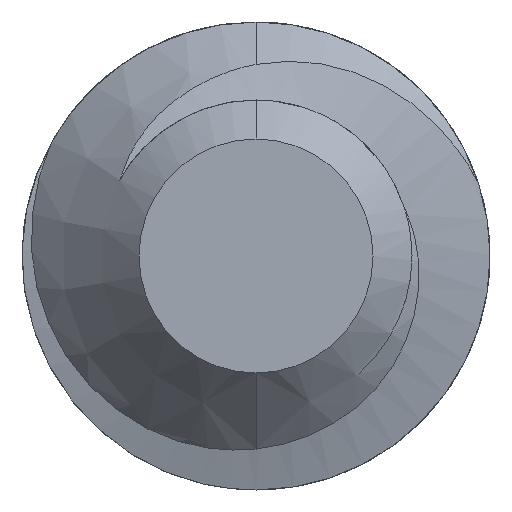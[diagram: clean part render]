
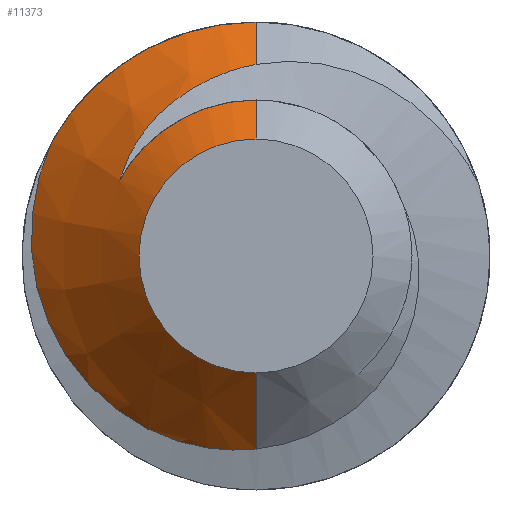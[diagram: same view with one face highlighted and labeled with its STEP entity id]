
A CAD part, left-side view. The second image highlights one B-rep face of the part: STEP entity #11373.
In plain terms, the highlighted conical face has half-angle 45 degrees and reference radius 4.763 mm.
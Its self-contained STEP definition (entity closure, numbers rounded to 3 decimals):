
#100 = CARTESIAN_POINT ( 'NONE',  ( -71.441, 2.19, 2.672 ) ) ;
#207 = CARTESIAN_POINT ( 'NONE',  ( -71.039, 0.31, 3.833 ) ) ;
#307 = EDGE_CURVE ( 'NONE', #8254, #14284, #7994, .T. ) ;
#358 = CARTESIAN_POINT ( 'NONE',  ( -70.344, 4.533, -0.268 ) ) ;
#458 = CARTESIAN_POINT ( 'NONE',  ( -70.817, 1.314, -3.851 ) ) ;
#516 = ORIENTED_EDGE ( 'NONE', *, *, #12126, .F. ) ;
#668 = CARTESIAN_POINT ( 'NONE',  ( -70.552, 3.651, -2.334 ) ) ;
#956 = B_SPLINE_CURVE_WITH_KNOTS ( 'NONE', 3,
 ( #11376, #14755, #13220, #11278, #12810, #3763, #358, #10034, #8286, #16291, #5095, #12912, #668, #2221, #5396, #6637, #19174, #11677, #17631, #3563, #458, #19074, #2323, #9838 ),
 .UNSPECIFIED., .F., .F.,
 ( 4, 2, 2, 2, 2, 2, 2, 2, 2, 2, 2, 4 ),
 ( 0., 0.001, 0.002, 0.003, 0.003, 0.005, 0.005, 0.006, 0.007, 0.007, 0.008, 0.009 ),
 .UNSPECIFIED. ) ;
#994 = CARTESIAN_POINT ( 'NONE',  ( -71.706, 0.282, 3.166 ) ) ;
#1017 = CARTESIAN_POINT ( 'NONE',  ( -71.706, 0., 3.175 ) ) ;
#1047 = ORIENTED_EDGE ( 'NONE', *, *, #14977, .F. ) ;
#1466 = B_SPLINE_CURVE_WITH_KNOTS ( 'NONE', 3,
 ( #1767, #2173, #11433, #100, #6492, #11531, #4950, #6384, #17789, #207, #12970, #12866 ),
 .UNSPECIFIED., .F., .F.,
 ( 4, 2, 2, 2, 2, 4 ),
 ( 0., 0.001, 0.002, 0.003, 0.003, 0.004 ),
 .UNSPECIFIED. ) ;
#1555 = VERTEX_POINT ( 'NONE', #9386 ) ;
#1629 = CARTESIAN_POINT ( 'NONE',  ( -70.119, 0., 4.762 ) ) ;
#1767 = CARTESIAN_POINT ( 'NONE',  ( -71.706, 2.774, 1.545 ) ) ;
#2173 = CARTESIAN_POINT ( 'NONE',  ( -71.636, 2.683, 1.852 ) ) ;
#2221 = CARTESIAN_POINT ( 'NONE',  ( -70.588, 3.405, -2.621 ) ) ;
#2323 = CARTESIAN_POINT ( 'NONE',  ( -70.912, 0.379, -3.969 ) ) ;
#2637 = CARTESIAN_POINT ( 'NONE',  ( -71.706, 0.699, 3.1 ) ) ;
#3232 = AXIS2_PLACEMENT_3D ( 'NONE', #6402, #4458, #5991 ) ;
#3563 = CARTESIAN_POINT ( 'NONE',  ( -70.798, 1.5, -3.802 ) ) ;
#3583 = CARTESIAN_POINT ( 'NONE',  ( -71.706, 2.774, 1.545 ) ) ;
#3706 = EDGE_CURVE ( 'NONE', #10401, #8664, #956, .T. ) ;
#3763 = CARTESIAN_POINT ( 'NONE',  ( -70.329, 4.555, -0.081 ) ) ;
#3809 = ORIENTED_EDGE ( 'NONE', *, *, #6466, .T. ) ;
#4330 = EDGE_LOOP ( 'NONE', ( #516, #3809, #19412, #15731, #6376, #1047, #10409, #14820 ) ) ;
#4458 = DIRECTION ( 'NONE',  ( 1., 0., 0. ) ) ;
#4950 = CARTESIAN_POINT ( 'NONE',  ( -71.214, 1.202, 3.479 ) ) ;
#5095 = CARTESIAN_POINT ( 'NONE',  ( -70.479, 4.077, -1.705 ) ) ;
#5302 = CARTESIAN_POINT ( 'NONE',  ( -70.119, 4.161, 2.316 ) ) ;
#5396 = CARTESIAN_POINT ( 'NONE',  ( -70.606, 3.274, -2.756 ) ) ;
#5716 = DIRECTION ( 'NONE',  ( 0., 0., -1. ) ) ;
#5961 = DIRECTION ( 'NONE',  ( 0.707, 0., 0.707 ) ) ;
#5991 = DIRECTION ( 'NONE',  ( 0., 0., -1. ) ) ;
#6376 = ORIENTED_EDGE ( 'NONE', *, *, #307, .T. ) ;
#6384 = CARTESIAN_POINT ( 'NONE',  ( -71.127, 0.766, 3.679 ) ) ;
#6402 = CARTESIAN_POINT ( 'NONE',  ( -70.119, 0., 0. ) ) ;
#6466 = EDGE_CURVE ( 'NONE', #1555, #12212, #15425, .T. ) ;
#6492 = CARTESIAN_POINT ( 'NONE',  ( -71.383, 1.974, 2.905 ) ) ;
#6637 = CARTESIAN_POINT ( 'NONE',  ( -70.66, 2.853, -3.133 ) ) ;
#6730 = CARTESIAN_POINT ( 'NONE',  ( -72.5, 0., -2.381 ) ) ;
#6960 = CARTESIAN_POINT ( 'NONE',  ( -71.706, 1.368, 2.879 ) ) ;
#6987 = DIRECTION ( 'NONE',  ( -1., 0., 0. ) ) ;
#7063 = CARTESIAN_POINT ( 'NONE',  ( -71.706, 2.774, 1.545 ) ) ;
#7069 = CARTESIAN_POINT ( 'NONE',  ( -70.119, 0., 0. ) ) ;
#7171 = FACE_OUTER_BOUND ( 'NONE', #4330, .T. ) ;
#7220 = LINE ( 'NONE', #13490, #19952 ) ;
#7365 = CARTESIAN_POINT ( 'NONE',  ( -71.706, 1.851, 2.595 ) ) ;
#7619 = DIRECTION ( 'NONE',  ( 0.707, 0., -0.707 ) ) ;
#7663 = B_SPLINE_CURVE_WITH_KNOTS ( 'NONE', 3,
 ( #16608, #16711, #994, #8612, #2637, #14869, #6960, #7365, #11793, #8912, #15170, #7063 ),
 .UNSPECIFIED., .F., .F.,
 ( 4, 2, 2, 2, 2, 4 ),
 ( 0.004, 0.004, 0.005, 0.006, 0.006, 0.007 ),
 .UNSPECIFIED. ) ;
#7688 = AXIS2_PLACEMENT_3D ( 'NONE', #10378, #6987, #12012 ) ;
#7994 = LINE ( 'NONE', #14163, #19880 ) ;
#8254 = VERTEX_POINT ( 'NONE', #18758 ) ;
#8286 = CARTESIAN_POINT ( 'NONE',  ( -70.393, 4.416, -0.825 ) ) ;
#8527 = VERTEX_POINT ( 'NONE', #6730 ) ;
#8612 = CARTESIAN_POINT ( 'NONE',  ( -71.706, 0.562, 3.128 ) ) ;
#8664 = VERTEX_POINT ( 'NONE', #10216 ) ;
#8776 = AXIS2_PLACEMENT_3D ( 'NONE', #7069, #13339, #5716 ) ;
#8912 = CARTESIAN_POINT ( 'NONE',  ( -71.706, 2.468, 2.017 ) ) ;
#9165 = EDGE_CURVE ( 'NONE', #17743, #8254, #1466, .T. ) ;
#9386 = CARTESIAN_POINT ( 'NONE',  ( -72.5, 0., 2.381 ) ) ;
#9425 = VECTOR ( 'NONE', #5961, 1000. ) ;
#9838 = CARTESIAN_POINT ( 'NONE',  ( -70.953, 0., -3.928 ) ) ;
#10034 = CARTESIAN_POINT ( 'NONE',  ( -70.376, 4.464, -0.639 ) ) ;
#10216 = CARTESIAN_POINT ( 'NONE',  ( -70.953, 0., -3.928 ) ) ;
#10378 = CARTESIAN_POINT ( 'NONE',  ( -72.5, 0., 0. ) ) ;
#10401 = VERTEX_POINT ( 'NONE', #5302 ) ;
#10409 = ORIENTED_EDGE ( 'NONE', *, *, #3706, .T. ) ;
#11278 = CARTESIAN_POINT ( 'NONE',  ( -70.251, 4.564, 0.866 ) ) ;
#11373 = ADVANCED_FACE ( 'NONE', ( #7171 ), #19591, .T. ) ;
#11376 = CARTESIAN_POINT ( 'NONE',  ( -70.119, 4.161, 2.316 ) ) ;
#11433 = CARTESIAN_POINT ( 'NONE',  ( -71.569, 2.548, 2.14 ) ) ;
#11531 = CARTESIAN_POINT ( 'NONE',  ( -71.272, 1.474, 3.31 ) ) ;
#11677 = CARTESIAN_POINT ( 'NONE',  ( -70.747, 2.031, -3.606 ) ) ;
#11793 = CARTESIAN_POINT ( 'NONE',  ( -71.706, 2.073, 2.421 ) ) ;
#12012 = DIRECTION ( 'NONE',  ( 0., 0., -1. ) ) ;
#12126 = EDGE_CURVE ( 'NONE', #1555, #8527, #12286, .T. ) ;
#12212 = VERTEX_POINT ( 'NONE', #1017 ) ;
#12286 = CIRCLE ( 'NONE', #7688, 2.381 ) ;
#12744 = CIRCLE ( 'NONE', #3232, 4.762 ) ;
#12810 = CARTESIAN_POINT ( 'NONE',  ( -70.284, 4.588, 0.482 ) ) ;
#12866 = CARTESIAN_POINT ( 'NONE',  ( -70.981, 0., 3.9 ) ) ;
#12912 = CARTESIAN_POINT ( 'NONE',  ( -70.533, 3.766, -2.181 ) ) ;
#12970 = CARTESIAN_POINT ( 'NONE',  ( -71.01, 0.156, 3.871 ) ) ;
#13220 = CARTESIAN_POINT ( 'NONE',  ( -70.185, 4.428, 1.608 ) ) ;
#13339 = DIRECTION ( 'NONE',  ( 1., 0., 0. ) ) ;
#13490 = CARTESIAN_POINT ( 'NONE',  ( -70.119, 0., -4.762 ) ) ;
#14163 = CARTESIAN_POINT ( 'NONE',  ( -70.119, 0., 4.762 ) ) ;
#14284 = VERTEX_POINT ( 'NONE', #1629 ) ;
#14755 = CARTESIAN_POINT ( 'NONE',  ( -70.152, 4.317, 1.968 ) ) ;
#14820 = ORIENTED_EDGE ( 'NONE', *, *, #15889, .F. ) ;
#14869 = CARTESIAN_POINT ( 'NONE',  ( -71.706, 1.104, 2.99 ) ) ;
#14977 = EDGE_CURVE ( 'NONE', #10401, #14284, #12744, .T. ) ;
#15170 = CARTESIAN_POINT ( 'NONE',  ( -71.706, 2.636, 1.792 ) ) ;
#15425 = LINE ( 'NONE', #20040, #9425 ) ;
#15731 = ORIENTED_EDGE ( 'NONE', *, *, #9165, .T. ) ;
#15889 = EDGE_CURVE ( 'NONE', #8527, #8664, #7220, .T. ) ;
#16291 = CARTESIAN_POINT ( 'NONE',  ( -70.444, 4.239, -1.366 ) ) ;
#16608 = CARTESIAN_POINT ( 'NONE',  ( -71.706, 0., 3.175 ) ) ;
#16711 = CARTESIAN_POINT ( 'NONE',  ( -71.706, 0.14, 3.175 ) ) ;
#17349 = DIRECTION ( 'NONE',  ( 0.707, 0., 0.707 ) ) ;
#17631 = CARTESIAN_POINT ( 'NONE',  ( -70.763, 1.858, -3.68 ) ) ;
#17743 = VERTEX_POINT ( 'NONE', #3583 ) ;
#17789 = CARTESIAN_POINT ( 'NONE',  ( -71.097, 0.615, 3.737 ) ) ;
#18313 = EDGE_CURVE ( 'NONE', #12212, #17743, #7663, .T. ) ;
#18758 = CARTESIAN_POINT ( 'NONE',  ( -70.981, 0., 3.9 ) ) ;
#19074 = CARTESIAN_POINT ( 'NONE',  ( -70.873, 0.755, -3.954 ) ) ;
#19174 = CARTESIAN_POINT ( 'NONE',  ( -70.697, 2.535, -3.351 ) ) ;
#19412 = ORIENTED_EDGE ( 'NONE', *, *, #18313, .T. ) ;
#19591 = CONICAL_SURFACE ( 'NONE', #8776, 4.762, 0.785 ) ;
#19880 = VECTOR ( 'NONE', #17349, 1000. ) ;
#19952 = VECTOR ( 'NONE', #7619, 1000. ) ;
#20040 = CARTESIAN_POINT ( 'NONE',  ( -70.119, 0., 4.762 ) ) ;
